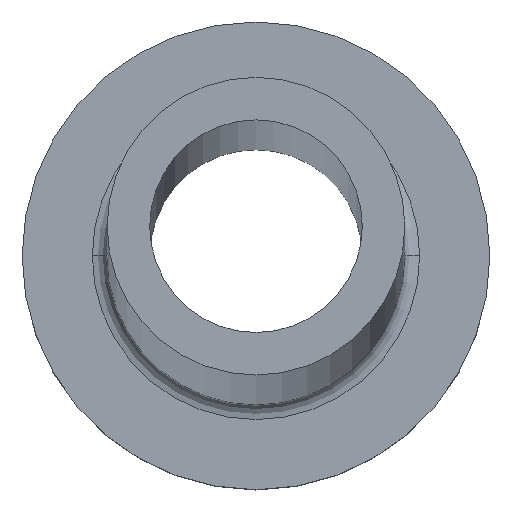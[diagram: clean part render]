
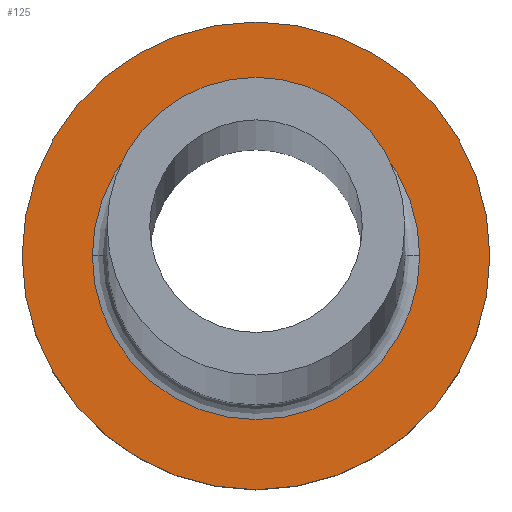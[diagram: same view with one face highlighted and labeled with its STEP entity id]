
A CAD part, top view. The second image highlights one B-rep face of the part: STEP entity #125.
In plain terms, the highlighted planar face has unit normal (0, 0, 1).
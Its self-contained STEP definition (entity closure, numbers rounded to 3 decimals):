
#33 = AXIS2_PLACEMENT_3D ( 'NONE', #256, #338, #190 ) ;
#54 = CARTESIAN_POINT ( 'NONE',  ( 0., 0., 7. ) ) ;
#69 = CARTESIAN_POINT ( 'NONE',  ( 0., 0., 7. ) ) ;
#72 = ORIENTED_EDGE ( 'NONE', *, *, #340, .T. ) ;
#75 = DIRECTION ( 'NONE',  ( 1., 0., 0. ) ) ;
#79 = ORIENTED_EDGE ( 'NONE', *, *, #317, .T. ) ;
#90 = DIRECTION ( 'NONE',  ( 0., 0., -1. ) ) ;
#95 = AXIS2_PLACEMENT_3D ( 'NONE', #295, #90, #149 ) ;
#98 = VERTEX_POINT ( 'NONE', #173 ) ;
#102 = CIRCLE ( 'NONE', #323, 11. ) ;
#109 = FACE_OUTER_BOUND ( 'NONE', #370, .T. ) ;
#120 = CARTESIAN_POINT ( 'NONE',  ( -7.7, 0., 7. ) ) ;
#125 = ADVANCED_FACE ( 'NONE', ( #177, #109 ), #350, .T. ) ;
#129 = EDGE_LOOP ( 'NONE', ( #218, #313 ) ) ;
#139 = AXIS2_PLACEMENT_3D ( 'NONE', #54, #268, #293 ) ;
#149 = DIRECTION ( 'NONE',  ( 1., 0., 0. ) ) ;
#169 = CIRCLE ( 'NONE', #255, 11. ) ;
#173 = CARTESIAN_POINT ( 'NONE',  ( 7.7, 0., 7. ) ) ;
#177 = FACE_BOUND ( 'NONE', #129, .T. ) ;
#186 = CARTESIAN_POINT ( 'NONE',  ( 11., 0., 7. ) ) ;
#190 = DIRECTION ( 'NONE',  ( 1., 0., 0. ) ) ;
#193 = CARTESIAN_POINT ( 'NONE',  ( 0., 0., 7. ) ) ;
#207 = CIRCLE ( 'NONE', #33, 7.7 ) ;
#218 = ORIENTED_EDGE ( 'NONE', *, *, #356, .T. ) ;
#225 = DIRECTION ( 'NONE',  ( 1., 0., 0. ) ) ;
#226 = VERTEX_POINT ( 'NONE', #120 ) ;
#239 = EDGE_CURVE ( 'NONE', #226, #98, #360, .T. ) ;
#255 = AXIS2_PLACEMENT_3D ( 'NONE', #193, #310, #225 ) ;
#256 = CARTESIAN_POINT ( 'NONE',  ( 0., 0., 7. ) ) ;
#268 = DIRECTION ( 'NONE',  ( 0., 0., 1. ) ) ;
#279 = VERTEX_POINT ( 'NONE', #186 ) ;
#293 = DIRECTION ( 'NONE',  ( 1., 0., 0. ) ) ;
#295 = CARTESIAN_POINT ( 'NONE',  ( 0., 0., 7. ) ) ;
#304 = DIRECTION ( 'NONE',  ( 0., 0., 1. ) ) ;
#307 = CARTESIAN_POINT ( 'NONE',  ( -11., 0., 7. ) ) ;
#310 = DIRECTION ( 'NONE',  ( 0., 0., 1. ) ) ;
#313 = ORIENTED_EDGE ( 'NONE', *, *, #239, .T. ) ;
#317 = EDGE_CURVE ( 'NONE', #365, #279, #169, .T. ) ;
#323 = AXIS2_PLACEMENT_3D ( 'NONE', #69, #304, #75 ) ;
#338 = DIRECTION ( 'NONE',  ( 0., 0., -1. ) ) ;
#340 = EDGE_CURVE ( 'NONE', #279, #365, #102, .T. ) ;
#350 = PLANE ( 'NONE',  #139 ) ;
#356 = EDGE_CURVE ( 'NONE', #98, #226, #207, .T. ) ;
#360 = CIRCLE ( 'NONE', #95, 7.7 ) ;
#365 = VERTEX_POINT ( 'NONE', #307 ) ;
#370 = EDGE_LOOP ( 'NONE', ( #79, #72 ) ) ;
